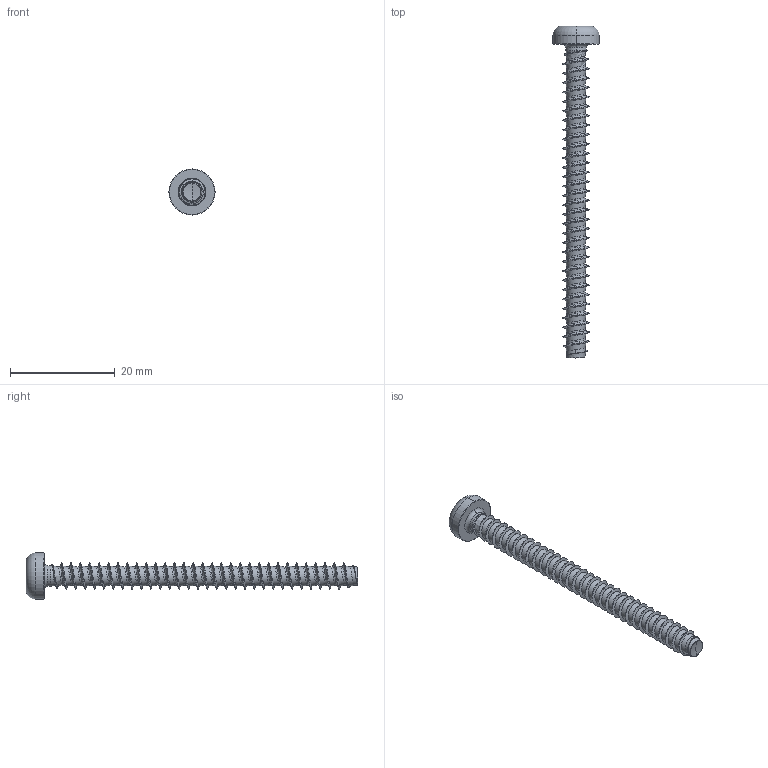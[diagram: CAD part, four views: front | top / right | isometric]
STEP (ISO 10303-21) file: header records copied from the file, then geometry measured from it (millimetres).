
FILE_DESCRIPTION (( 'STEP AP203' ), '1' );
FILE_NAME ('STP420500600.STEP', '2017-08-16T15:18:46', ( '' ), ( '' ), 'SwSTEP 2.0', 'SolidWorks 2015', '' );
FILE_SCHEMA (( 'CONFIG_CONTROL_DESIGN' ));
Length unit declared in the file: millimetre
Products named in the file (1): STP420500600
Bounding box: 8.8 x 63.49 x 8.8 mm (x, y, z)
Volume: 869.5 mm3; surface area: 1348.4 mm2
Topology: 1 solids, 1 shells, 154 faces, 399 edges, 249 vertices
Faces by surface type: cylinder 92, bspline 35, cone 10, torus 10, sphere 4, plane 3
Entity records: 60332 total; most frequent: CARTESIAN_POINT 57082, ORIENTED_EDGE 798, DIRECTION 494, EDGE_CURVE 399, VERTEX_POINT 249, AXIS2_PLACEMENT_3D 194, EDGE_LOOP 156, ADVANCED_FACE 154
